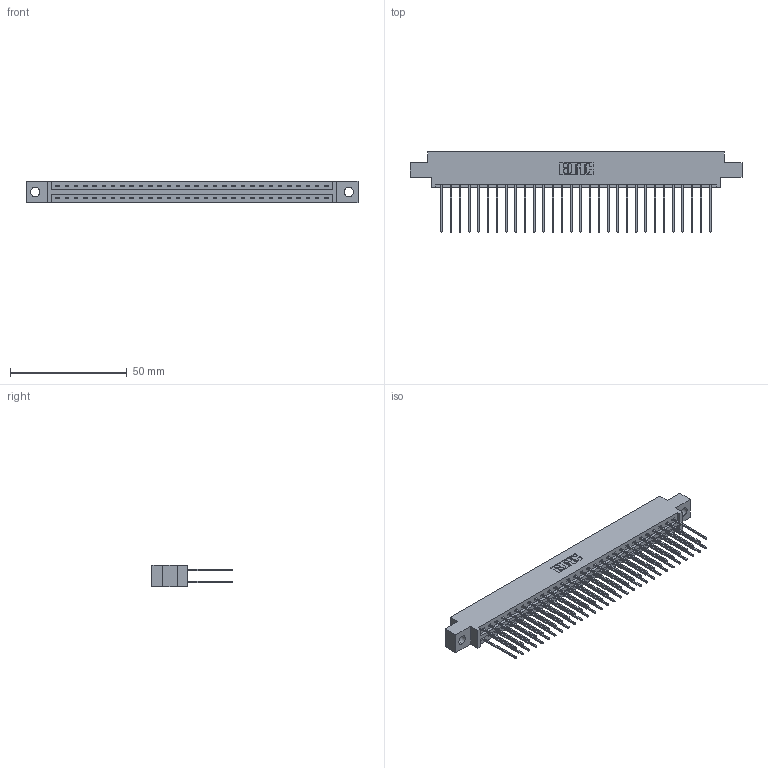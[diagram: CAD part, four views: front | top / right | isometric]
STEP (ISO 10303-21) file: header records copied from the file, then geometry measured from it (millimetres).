
FILE_DESCRIPTION (( 'STEP AP203' ), '1' );
FILE_NAME ('337-060-541-804.STEP', '2018-08-10T08:01:58', ( '' ), ( '' ), 'SwSTEP 2.0', 'SolidWorks 2016', '' );
FILE_SCHEMA (( 'CONFIG_CONTROL_DESIGN' ));
Length unit declared in the file: inch
Products named in the file (3): 337 Part_0.170 Offset - 0.156 Dia-TH; 345-292-001_345-293-141; 337-060-541-804
Assembly tree (61 placements, depth 2):
  337-060-541-804
    337 Part_0.170 Offset - 0.156 Dia-TH
    345-292-001_345-293-141  x60
Bounding box: 141.88 x 34.3 x 9.4 mm (x, y, z)
Volume: 14932 mm3; surface area: 18397.2 mm2
Topology: 61 solids, 61 shells, 3358 faces, 9983 edges, 6574 vertices
Faces by surface type: plane 2354, cylinder 1004
Entity records: 24965 total; most frequent: CARTESIAN_POINT 4218, ORIENTED_EDGE 4154, DIRECTION 3609, EDGE_CURVE 2077, VECTOR 1949, LINE 1949, VERTEX_POINT 1382, AXIS2_PLACEMENT_3D 830
